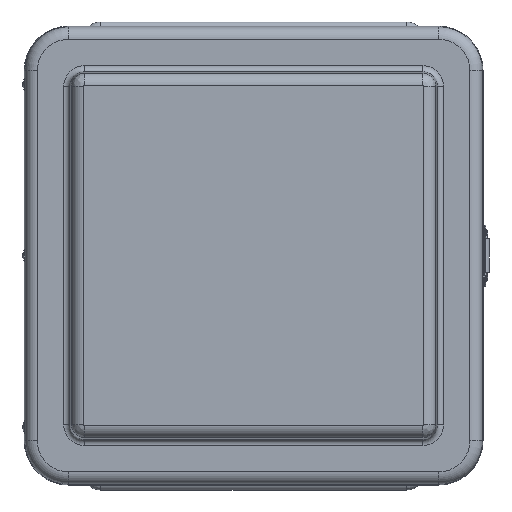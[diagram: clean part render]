
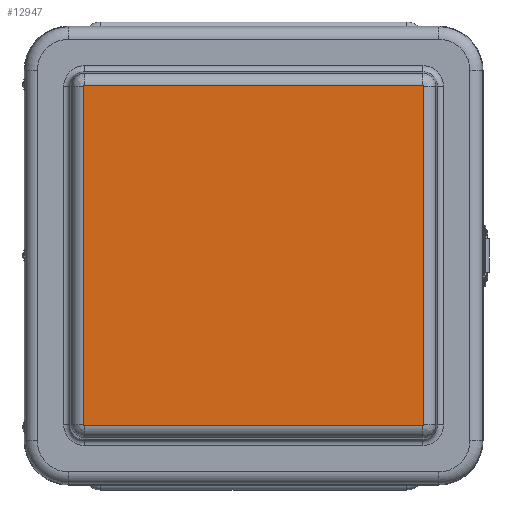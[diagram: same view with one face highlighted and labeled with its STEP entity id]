
A CAD part, top view. The second image highlights one B-rep face of the part: STEP entity #12947.
In plain terms, the highlighted planar face has unit normal (0, 0, 1).
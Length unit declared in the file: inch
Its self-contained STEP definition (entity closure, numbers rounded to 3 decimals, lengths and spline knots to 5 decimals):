
#993=LINE($,#24711,#1888);
#996=LINE($,#24718,#1891);
#997=LINE($,#24751,#1892);
#1000=LINE($,#24758,#1895);
#1888=VECTOR($,#17662,6.92);
#1891=VECTOR($,#17669,6.92);
#1892=VECTOR($,#17686,6.92);
#1895=VECTOR($,#17693,6.92);
#2364=PLANE($,#14345);
#3686=FACE_OUTER_BOUND($,#4646,.T.);
#4646=EDGE_LOOP($,(#11230,#11231,#11232,#11233,#11234,#11235,#11236,#11237));
#5476=CIRCLE($,#14320,0.00858);
#5482=CIRCLE($,#14328,0.00858);
#5486=CIRCLE($,#14332,0.00858);
#5490=CIRCLE($,#14338,0.00858);
#6545=VERTEX_POINT($,#24700);
#6546=VERTEX_POINT($,#24702);
#6549=VERTEX_POINT($,#24709);
#6550=VERTEX_POINT($,#24714);
#6553=VERTEX_POINT($,#24729);
#6554=VERTEX_POINT($,#24742);
#6557=VERTEX_POINT($,#24749);
#6558=VERTEX_POINT($,#24754);
#8166=EDGE_CURVE($,#6545,#6546,#5476,.T.);
#8170=EDGE_CURVE($,#6549,#6545,#993,.T.);
#8174=EDGE_CURVE($,#6546,#6550,#996,.T.);
#8176=EDGE_CURVE($,#6553,#6549,#5482,.T.);
#8180=EDGE_CURVE($,#6550,#6554,#5486,.T.);
#8182=EDGE_CURVE($,#6557,#6553,#997,.T.);
#8186=EDGE_CURVE($,#6554,#6558,#1000,.T.);
#8188=EDGE_CURVE($,#6558,#6557,#5490,.T.);
#11230=ORIENTED_EDGE($,*,*,#8166,.F.);
#11231=ORIENTED_EDGE($,*,*,#8170,.F.);
#11232=ORIENTED_EDGE($,*,*,#8176,.F.);
#11233=ORIENTED_EDGE($,*,*,#8182,.F.);
#11234=ORIENTED_EDGE($,*,*,#8188,.F.);
#11235=ORIENTED_EDGE($,*,*,#8186,.F.);
#11236=ORIENTED_EDGE($,*,*,#8180,.F.);
#11237=ORIENTED_EDGE($,*,*,#8174,.F.);
#12947=ADVANCED_FACE($,(#3686),#2364,.T.);
#14320=AXIS2_PLACEMENT_3D($,#24703,#17652,#17653);
#14328=AXIS2_PLACEMENT_3D($,#24731,#17672,#17673);
#14332=AXIS2_PLACEMENT_3D($,#24746,#17680,#17681);
#14338=AXIS2_PLACEMENT_3D($,#24769,#17696,#17697);
#14345=AXIS2_PLACEMENT_3D($,#24788,#17717,#17718);
#17652=DIRECTION('center_axis',(0.,0.,-1.));
#17653=DIRECTION('ref_axis',(0.707,-0.707,0.));
#17662=DIRECTION($,(0.,-1.,0.));
#17669=DIRECTION($,(-1.,0.,0.));
#17672=DIRECTION('center_axis',(0.,0.,-1.));
#17673=DIRECTION('ref_axis',(0.707,0.707,0.));
#17680=DIRECTION('center_axis',(0.,0.,-1.));
#17681=DIRECTION('ref_axis',(-0.707,-0.707,0.));
#17686=DIRECTION($,(1.,0.,0.));
#17693=DIRECTION($,(0.,1.,0.));
#17696=DIRECTION('center_axis',(0.,0.,-1.));
#17697=DIRECTION('ref_axis',(-0.707,0.707,0.));
#17717=DIRECTION('center_axis',(0.,0.,1.));
#17718=DIRECTION('ref_axis',(1.,0.,0.));
#24700=CARTESIAN_POINT('',(3.46858,-3.46,2.125));
#24702=CARTESIAN_POINT('',(3.46,-3.46858,2.125));
#24703=CARTESIAN_POINT('Origin',(3.46,-3.46,2.125));
#24709=CARTESIAN_POINT('',(3.46858,3.46,2.125));
#24711=CARTESIAN_POINT($,(3.46858,3.46,2.125));
#24714=CARTESIAN_POINT('',(-3.46,-3.46858,2.125));
#24718=CARTESIAN_POINT($,(3.46,-3.46858,2.125));
#24729=CARTESIAN_POINT('',(3.46,3.46858,2.125));
#24731=CARTESIAN_POINT('Origin',(3.46,3.46,2.125));
#24742=CARTESIAN_POINT('',(-3.46858,-3.46,2.125));
#24746=CARTESIAN_POINT('Origin',(-3.46,-3.46,2.125));
#24749=CARTESIAN_POINT('',(-3.46,3.46858,2.125));
#24751=CARTESIAN_POINT($,(-3.46,3.46858,2.125));
#24754=CARTESIAN_POINT('',(-3.46858,3.46,2.125));
#24758=CARTESIAN_POINT($,(-3.46858,-3.46,2.125));
#24769=CARTESIAN_POINT('Origin',(-3.46,3.46,2.125));
#24788=CARTESIAN_POINT('Origin',(0.,0.,2.125));
